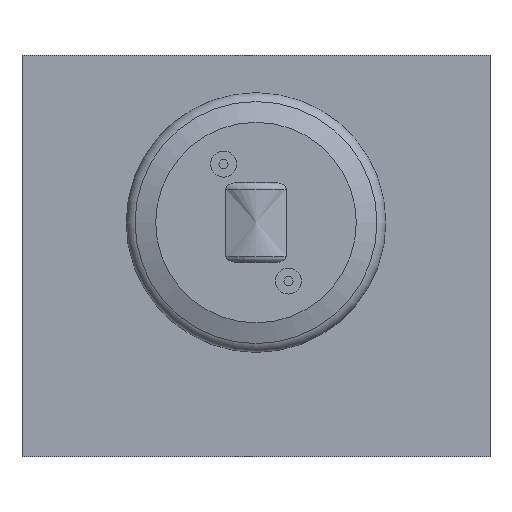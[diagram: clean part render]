
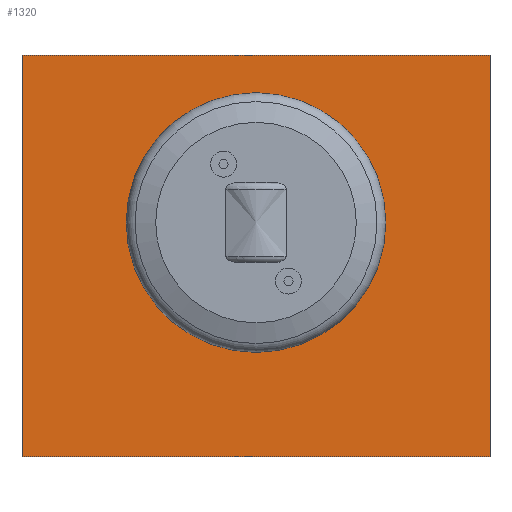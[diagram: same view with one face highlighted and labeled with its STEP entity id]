
A CAD part, front view. The second image highlights one B-rep face of the part: STEP entity #1320.
In plain terms, the highlighted planar face has unit normal (0, -1, 0).
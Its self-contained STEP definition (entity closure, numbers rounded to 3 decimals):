
#59=FACE_BOUND('',#263,.T.);
#93=CIRCLE('',#1442,26.5);
#173=FACE_OUTER_BOUND('',#262,.T.);
#262=EDGE_LOOP('',(#1055,#1056,#1057,#1058));
#263=EDGE_LOOP('',(#1059));
#346=LINE('',#2075,#460);
#351=LINE('',#2089,#465);
#369=LINE('',#2155,#483);
#372=LINE('',#2159,#486);
#460=VECTOR('',#1623,10.);
#465=VECTOR('',#1634,10.);
#483=VECTOR('',#1692,10.);
#486=VECTOR('',#1697,10.);
#578=VERTEX_POINT('',#2072);
#579=VERTEX_POINT('',#2074);
#585=VERTEX_POINT('',#2088);
#613=VERTEX_POINT('',#2154);
#622=VERTEX_POINT('',#2188);
#726=EDGE_CURVE('',#579,#578,#346,.T.);
#733=EDGE_CURVE('',#585,#579,#351,.T.);
#766=EDGE_CURVE('',#585,#613,#369,.T.);
#769=EDGE_CURVE('',#613,#578,#372,.T.);
#783=EDGE_CURVE('',#622,#622,#93,.T.);
#1055=ORIENTED_EDGE('',*,*,#726,.T.);
#1056=ORIENTED_EDGE('',*,*,#769,.F.);
#1057=ORIENTED_EDGE('',*,*,#766,.F.);
#1058=ORIENTED_EDGE('',*,*,#733,.T.);
#1059=ORIENTED_EDGE('',*,*,#783,.T.);
#1264=PLANE('',#1441);
#1320=ADVANCED_FACE('',(#173,#59),#1264,.T.);
#1441=AXIS2_PLACEMENT_3D('',#2187,#1723,#1724);
#1442=AXIS2_PLACEMENT_3D('',#2189,#1725,#1726);
#1623=DIRECTION('',(0.,0.,1.));
#1634=DIRECTION('',(1.,0.,0.));
#1692=DIRECTION('',(0.,0.,1.));
#1697=DIRECTION('',(1.,0.,0.));
#1723=DIRECTION('center_axis',(0.,-1.,0.));
#1724=DIRECTION('ref_axis',(0.,0.,-1.));
#1725=DIRECTION('center_axis',(0.,1.,0.));
#1726=DIRECTION('ref_axis',(0.,0.,1.));
#2072=CARTESIAN_POINT('',(140.,0.,120.));
#2074=CARTESIAN_POINT('',(140.,0.,0.));
#2075=CARTESIAN_POINT('',(140.,0.,0.));
#2088=CARTESIAN_POINT('',(0.,0.,0.));
#2089=CARTESIAN_POINT('',(0.,0.,0.));
#2154=CARTESIAN_POINT('',(0.,0.,120.));
#2155=CARTESIAN_POINT('',(0.,0.,0.));
#2159=CARTESIAN_POINT('',(0.,0.,120.));
#2187=CARTESIAN_POINT('Origin',(0.,0.,0.));
#2188=CARTESIAN_POINT('',(70.,0.,43.5));
#2189=CARTESIAN_POINT('Origin',(70.,0.,70.));
